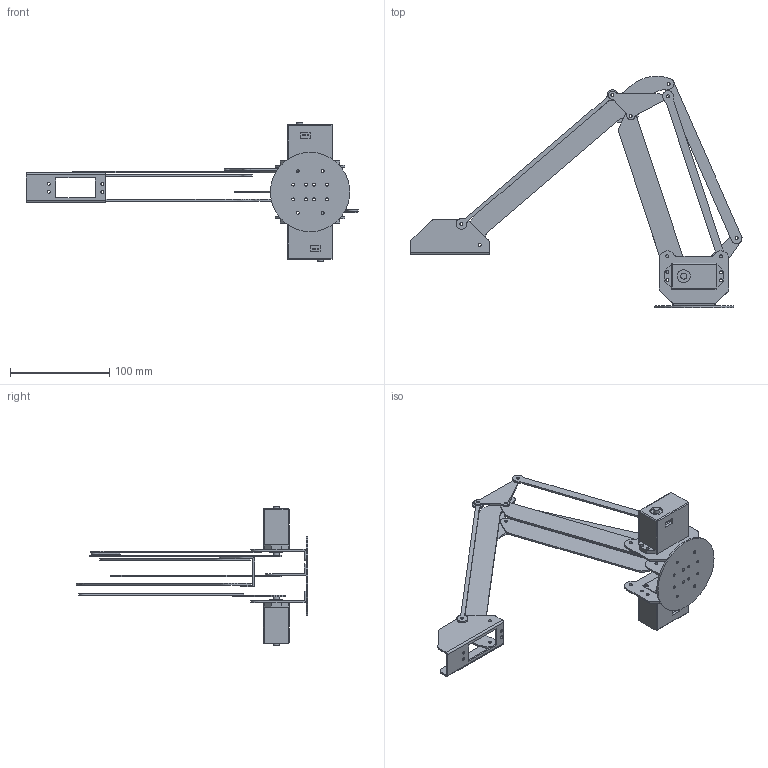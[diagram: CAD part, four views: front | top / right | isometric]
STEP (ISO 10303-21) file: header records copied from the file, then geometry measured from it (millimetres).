
FILE_DESCRIPTION(/* description */ (''),/* implementation_level */ '2;1');
FILE_NAME(/* name */ 'Assembly.stp',/* time_stamp */ '2025-06-16T16:14:03+05:30',/* author */ ('Verchasv'),/* organization */ (''),/* preprocessor_version */ 'ST-DEVELOPER v20',/* originating_system */ 'Autodesk Inventor 2025',/* authorisation */ '');
FILE_SCHEMA (('AUTOMOTIVE_DESIGN { 1 0 10303 214 3 1 1 }'));
Length unit declared in the file: millimetre
Products named in the file (16): Assembly; base plate; servo_holder; servo mount; Servo SC15; A2P1; A2P3; A1P1; A1P2; A1P3; A3P1; A3P2; A3P3; A2P4; gripper servo mount; A2P2
Assembly tree (18 placements, depth 2):
  Assembly
    base plate
    servo_holder  x2
    servo mount  x2
    Servo SC15  x2
    A2P1
    A2P3
    A1P1
    A1P2
    A1P3
    A3P1
    A3P2
    A3P3
    A2P4
    gripper servo mount
    A2P2
Bounding box: 334.51 x 233.22 x 140.62 mm (x, y, z)
Volume: 167914.2 mm3; surface area: 128753.1 mm2
Topology: 18 solids, 18 shells, 446 faces, 1140 edges, 748 vertices
Faces by surface type: plane 236, cylinder 206, sphere 4
Full cylindrical faces by diameter (mm): 2 x8, 3 x69, 6 x6, 13 x6, 80 x1
Entity records: 10383 total; most frequent: DIRECTION 1789, CARTESIAN_POINT 1663, ORIENTED_EDGE 1590, EDGE_CURVE 795, AXIS2_PLACEMENT_3D 650, VERTEX_POINT 524, LINE 489, VECTOR 489
